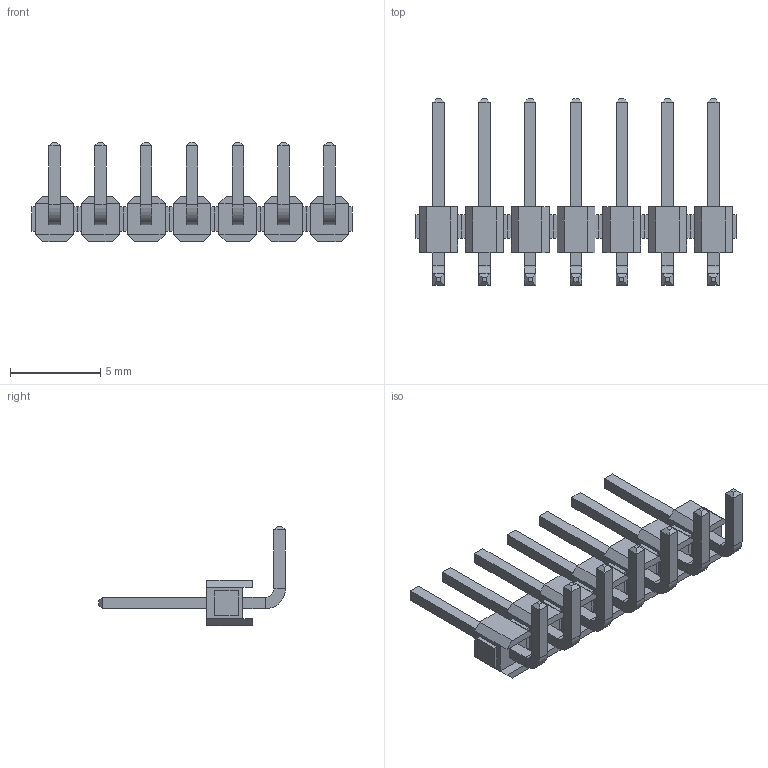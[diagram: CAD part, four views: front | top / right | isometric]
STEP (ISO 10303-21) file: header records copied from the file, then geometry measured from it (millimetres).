
FILE_DESCRIPTION (( 'STEP AP214' ), '1' );
FILE_NAME ('PLSR-07D.STEP', '2019-07-02T21:13:20', ( '' ), ( '' ), 'SwSTEP 2.0', 'SolidWorks 2018', '' );
FILE_SCHEMA (( 'AUTOMOTIVE_DESIGN' ));
Length unit declared in the file: millimetre
Products named in the file (1): PLSR-07D
Bounding box: 17.78 x 10.36 x 5.54 mm (x, y, z)
Volume: 114.4 mm3; surface area: 446.8 mm2
Topology: 7 solids, 7 shells, 350 faces, 784 edges, 476 vertices
Faces by surface type: plane 336, cylinder 14
Entity records: 13294 total; most frequent: CARTESIAN_POINT 1611, ORIENTED_EDGE 1568, DIRECTION 1514, EDGE_CURVE 784, VECTOR 756, LINE 756, VERTEX_POINT 476, AXIS2_PLACEMENT_3D 379
